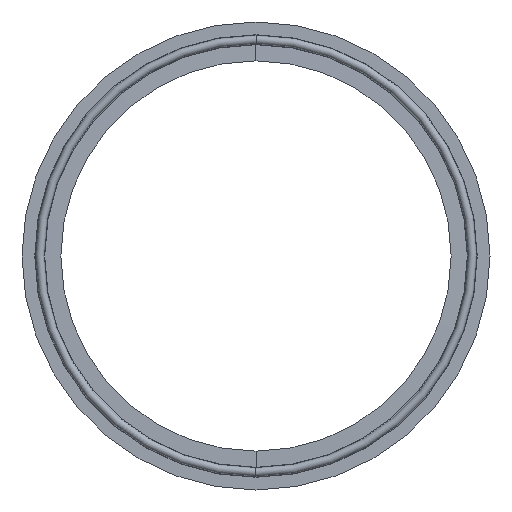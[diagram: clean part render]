
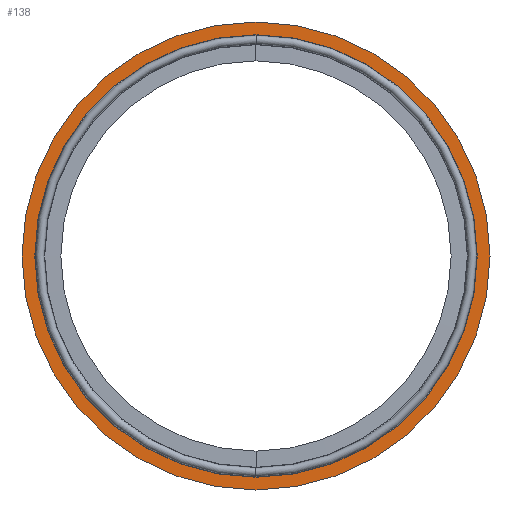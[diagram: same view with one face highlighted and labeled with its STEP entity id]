
A CAD part, left-side view. The second image highlights one B-rep face of the part: STEP entity #138.
In plain terms, the highlighted planar face has unit normal (-1, 0, 0).
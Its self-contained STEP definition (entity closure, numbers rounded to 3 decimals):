
#41 = DIRECTION ( 'NONE',  ( 0., 0., -1. ) ) ;
#53 = VERTEX_POINT ( 'NONE', #543 ) ;
#67 = AXIS2_PLACEMENT_3D ( 'NONE', #646, #243, #308 ) ;
#69 = CARTESIAN_POINT ( 'NONE',  ( -0.9, 0., -66. ) ) ;
#86 = ORIENTED_EDGE ( 'NONE', *, *, #277, .T. ) ;
#96 = VERTEX_POINT ( 'NONE', #69 ) ;
#112 = AXIS2_PLACEMENT_3D ( 'NONE', #212, #848, #356 ) ;
#138 = ADVANCED_FACE ( 'NONE', ( #770, #157 ), #525, .F. ) ;
#157 = FACE_OUTER_BOUND ( 'NONE', #556, .T. ) ;
#199 = CARTESIAN_POINT ( 'NONE',  ( -0.9, 0., 0. ) ) ;
#200 = CARTESIAN_POINT ( 'NONE',  ( -0.9, 62.2, 0. ) ) ;
#211 = EDGE_CURVE ( 'NONE', #96, #894, #385, .T. ) ;
#212 = CARTESIAN_POINT ( 'NONE',  ( -0.9, 0., 0. ) ) ;
#215 = EDGE_LOOP ( 'NONE', ( #654, #260 ) ) ;
#240 = CIRCLE ( 'NONE', #67, 62.4 ) ;
#243 = DIRECTION ( 'NONE',  ( 1., 0., 0. ) ) ;
#249 = CARTESIAN_POINT ( 'NONE',  ( -0.9, 0., 66. ) ) ;
#260 = ORIENTED_EDGE ( 'NONE', *, *, #491, .T. ) ;
#277 = EDGE_CURVE ( 'NONE', #894, #96, #313, .T. ) ;
#308 = DIRECTION ( 'NONE',  ( 0., 0., -1. ) ) ;
#313 = CIRCLE ( 'NONE', #112, 66. ) ;
#327 = AXIS2_PLACEMENT_3D ( 'NONE', #199, #406, #41 ) ;
#337 = DIRECTION ( 'NONE',  ( -1., 0., 0. ) ) ;
#355 = VERTEX_POINT ( 'NONE', #703 ) ;
#356 = DIRECTION ( 'NONE',  ( 0., 0., 1. ) ) ;
#372 = AXIS2_PLACEMENT_3D ( 'NONE', #688, #337, #606 ) ;
#385 = CIRCLE ( 'NONE', #372, 66. ) ;
#406 = DIRECTION ( 'NONE',  ( 1., 0., 0. ) ) ;
#472 = DIRECTION ( 'NONE',  ( 0., 0., -1. ) ) ;
#491 = EDGE_CURVE ( 'NONE', #355, #53, #240, .T. ) ;
#525 = PLANE ( 'NONE',  #640 ) ;
#543 = CARTESIAN_POINT ( 'NONE',  ( -0.9, 0., -62.4 ) ) ;
#556 = EDGE_LOOP ( 'NONE', ( #86, #797 ) ) ;
#606 = DIRECTION ( 'NONE',  ( 0., 0., 1. ) ) ;
#607 = DIRECTION ( 'NONE',  ( 1., 0., 0. ) ) ;
#640 = AXIS2_PLACEMENT_3D ( 'NONE', #200, #607, #472 ) ;
#646 = CARTESIAN_POINT ( 'NONE',  ( -0.9, 0., 0. ) ) ;
#654 = ORIENTED_EDGE ( 'NONE', *, *, #898, .T. ) ;
#688 = CARTESIAN_POINT ( 'NONE',  ( -0.9, 0., 0. ) ) ;
#696 = CIRCLE ( 'NONE', #327, 62.4 ) ;
#703 = CARTESIAN_POINT ( 'NONE',  ( -0.9, 0., 62.4 ) ) ;
#770 = FACE_BOUND ( 'NONE', #215, .T. ) ;
#797 = ORIENTED_EDGE ( 'NONE', *, *, #211, .T. ) ;
#848 = DIRECTION ( 'NONE',  ( -1., 0., 0. ) ) ;
#894 = VERTEX_POINT ( 'NONE', #249 ) ;
#898 = EDGE_CURVE ( 'NONE', #53, #355, #696, .T. ) ;
